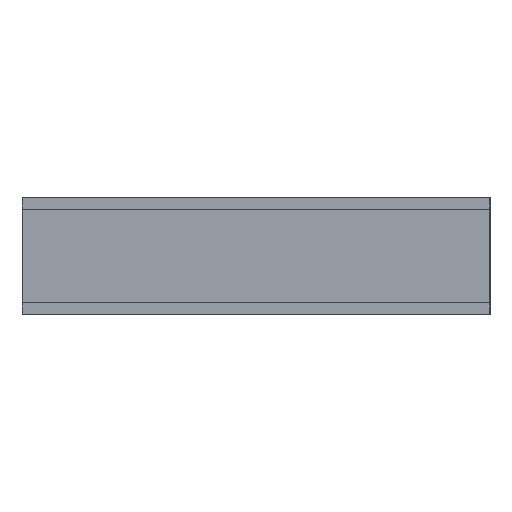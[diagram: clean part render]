
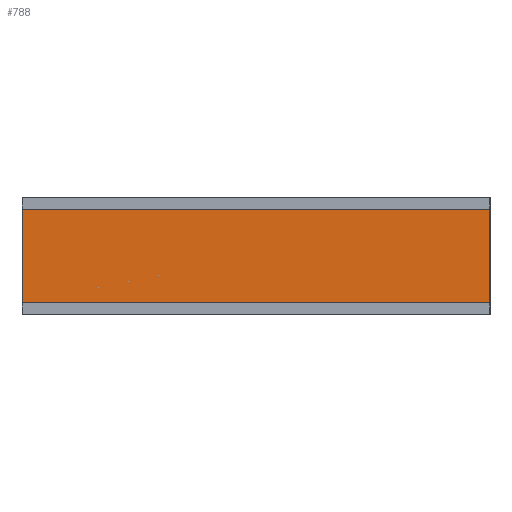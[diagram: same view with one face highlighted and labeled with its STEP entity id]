
A CAD part, left-side view. The second image highlights one B-rep face of the part: STEP entity #788.
In plain terms, the highlighted planar face has unit normal (-1, 0, 0).
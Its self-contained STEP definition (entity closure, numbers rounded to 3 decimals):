
#788 = ADVANCED_FACE('',(#789),#803,.F.);
#789 = FACE_BOUND('',#790,.F.);
#790 = EDGE_LOOP('',(#791,#826,#854,#882));
#791 = ORIENTED_EDGE('',*,*,#792,.F.);
#792 = EDGE_CURVE('',#793,#795,#797,.T.);
#793 = VERTEX_POINT('',#794);
#794 = CARTESIAN_POINT('',(-1.,-2.,-0.4));
#795 = VERTEX_POINT('',#796);
#796 = CARTESIAN_POINT('',(-1.,-2.,0.4));
#797 = SURFACE_CURVE('',#798,(#802,#814),.PCURVE_S1.);
#798 = LINE('',#799,#800);
#799 = CARTESIAN_POINT('',(-1.,-2.,-0.4));
#800 = VECTOR('',#801,1.);
#801 = DIRECTION('',(0.,0.,1.));
#802 = PCURVE('',#803,#808);
#803 = PLANE('',#804);
#804 = AXIS2_PLACEMENT_3D('',#805,#806,#807);
#805 = CARTESIAN_POINT('',(-1.,-2.,-0.4));
#806 = DIRECTION('',(1.,0.,0.));
#807 = DIRECTION('',(0.,0.,1.));
#808 = DEFINITIONAL_REPRESENTATION('',(#809),#813);
#809 = LINE('',#810,#811);
#810 = CARTESIAN_POINT('',(0.,0.));
#811 = VECTOR('',#812,1.);
#812 = DIRECTION('',(1.,0.));
#813 = ( GEOMETRIC_REPRESENTATION_CONTEXT(2) 
PARAMETRIC_REPRESENTATION_CONTEXT() REPRESENTATION_CONTEXT('2D SPACE',''
  ) );
#814 = PCURVE('',#815,#820);
#815 = PLANE('',#816);
#816 = AXIS2_PLACEMENT_3D('',#817,#818,#819);
#817 = CARTESIAN_POINT('',(-1.,-2.,-0.4));
#818 = DIRECTION('',(0.,1.,0.));
#819 = DIRECTION('',(0.,0.,1.));
#820 = DEFINITIONAL_REPRESENTATION('',(#821),#825);
#821 = LINE('',#822,#823);
#822 = CARTESIAN_POINT('',(0.,0.));
#823 = VECTOR('',#824,1.);
#824 = DIRECTION('',(1.,0.));
#825 = ( GEOMETRIC_REPRESENTATION_CONTEXT(2) 
PARAMETRIC_REPRESENTATION_CONTEXT() REPRESENTATION_CONTEXT('2D SPACE',''
  ) );
#826 = ORIENTED_EDGE('',*,*,#827,.T.);
#827 = EDGE_CURVE('',#793,#828,#830,.T.);
#828 = VERTEX_POINT('',#829);
#829 = CARTESIAN_POINT('',(-1.,2.,-0.4));
#830 = SURFACE_CURVE('',#831,(#835,#842),.PCURVE_S1.);
#831 = LINE('',#832,#833);
#832 = CARTESIAN_POINT('',(-1.,-2.,-0.4));
#833 = VECTOR('',#834,1.);
#834 = DIRECTION('',(0.,1.,0.));
#835 = PCURVE('',#803,#836);
#836 = DEFINITIONAL_REPRESENTATION('',(#837),#841);
#837 = LINE('',#838,#839);
#838 = CARTESIAN_POINT('',(0.,0.));
#839 = VECTOR('',#840,1.);
#840 = DIRECTION('',(0.,-1.));
#841 = ( GEOMETRIC_REPRESENTATION_CONTEXT(2) 
PARAMETRIC_REPRESENTATION_CONTEXT() REPRESENTATION_CONTEXT('2D SPACE',''
  ) );
#842 = PCURVE('',#843,#848);
#843 = PLANE('',#844);
#844 = AXIS2_PLACEMENT_3D('',#845,#846,#847);
#845 = CARTESIAN_POINT('',(-1.,-2.,-0.4));
#846 = DIRECTION('',(0.,0.,1.));
#847 = DIRECTION('',(1.,0.,0.));
#848 = DEFINITIONAL_REPRESENTATION('',(#849),#853);
#849 = LINE('',#850,#851);
#850 = CARTESIAN_POINT('',(0.,0.));
#851 = VECTOR('',#852,1.);
#852 = DIRECTION('',(0.,1.));
#853 = ( GEOMETRIC_REPRESENTATION_CONTEXT(2) 
PARAMETRIC_REPRESENTATION_CONTEXT() REPRESENTATION_CONTEXT('2D SPACE',''
  ) );
#854 = ORIENTED_EDGE('',*,*,#855,.T.);
#855 = EDGE_CURVE('',#828,#856,#858,.T.);
#856 = VERTEX_POINT('',#857);
#857 = CARTESIAN_POINT('',(-1.,2.,0.4));
#858 = SURFACE_CURVE('',#859,(#863,#870),.PCURVE_S1.);
#859 = LINE('',#860,#861);
#860 = CARTESIAN_POINT('',(-1.,2.,-0.4));
#861 = VECTOR('',#862,1.);
#862 = DIRECTION('',(0.,0.,1.));
#863 = PCURVE('',#803,#864);
#864 = DEFINITIONAL_REPRESENTATION('',(#865),#869);
#865 = LINE('',#866,#867);
#866 = CARTESIAN_POINT('',(0.,-4.));
#867 = VECTOR('',#868,1.);
#868 = DIRECTION('',(1.,0.));
#869 = ( GEOMETRIC_REPRESENTATION_CONTEXT(2) 
PARAMETRIC_REPRESENTATION_CONTEXT() REPRESENTATION_CONTEXT('2D SPACE',''
  ) );
#870 = PCURVE('',#871,#876);
#871 = PLANE('',#872);
#872 = AXIS2_PLACEMENT_3D('',#873,#874,#875);
#873 = CARTESIAN_POINT('',(-1.,2.,-0.4));
#874 = DIRECTION('',(0.,1.,0.));
#875 = DIRECTION('',(0.,0.,1.));
#876 = DEFINITIONAL_REPRESENTATION('',(#877),#881);
#877 = LINE('',#878,#879);
#878 = CARTESIAN_POINT('',(0.,0.));
#879 = VECTOR('',#880,1.);
#880 = DIRECTION('',(1.,0.));
#881 = ( GEOMETRIC_REPRESENTATION_CONTEXT(2) 
PARAMETRIC_REPRESENTATION_CONTEXT() REPRESENTATION_CONTEXT('2D SPACE',''
  ) );
#882 = ORIENTED_EDGE('',*,*,#883,.F.);
#883 = EDGE_CURVE('',#795,#856,#884,.T.);
#884 = SURFACE_CURVE('',#885,(#889,#896),.PCURVE_S1.);
#885 = LINE('',#886,#887);
#886 = CARTESIAN_POINT('',(-1.,-2.,0.4));
#887 = VECTOR('',#888,1.);
#888 = DIRECTION('',(0.,1.,0.));
#889 = PCURVE('',#803,#890);
#890 = DEFINITIONAL_REPRESENTATION('',(#891),#895);
#891 = LINE('',#892,#893);
#892 = CARTESIAN_POINT('',(0.8,0.));
#893 = VECTOR('',#894,1.);
#894 = DIRECTION('',(0.,-1.));
#895 = ( GEOMETRIC_REPRESENTATION_CONTEXT(2) 
PARAMETRIC_REPRESENTATION_CONTEXT() REPRESENTATION_CONTEXT('2D SPACE',''
  ) );
#896 = PCURVE('',#897,#902);
#897 = PLANE('',#898);
#898 = AXIS2_PLACEMENT_3D('',#899,#900,#901);
#899 = CARTESIAN_POINT('',(-1.,-2.,0.4));
#900 = DIRECTION('',(0.,0.,1.));
#901 = DIRECTION('',(1.,0.,0.));
#902 = DEFINITIONAL_REPRESENTATION('',(#903),#907);
#903 = LINE('',#904,#905);
#904 = CARTESIAN_POINT('',(0.,0.));
#905 = VECTOR('',#906,1.);
#906 = DIRECTION('',(0.,1.));
#907 = ( GEOMETRIC_REPRESENTATION_CONTEXT(2) 
PARAMETRIC_REPRESENTATION_CONTEXT() REPRESENTATION_CONTEXT('2D SPACE',''
  ) );
